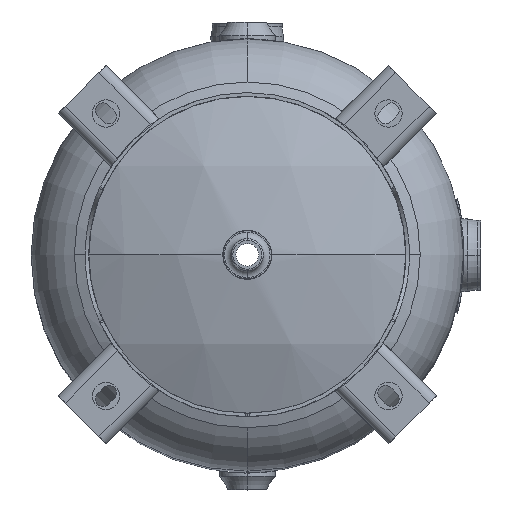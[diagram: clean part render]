
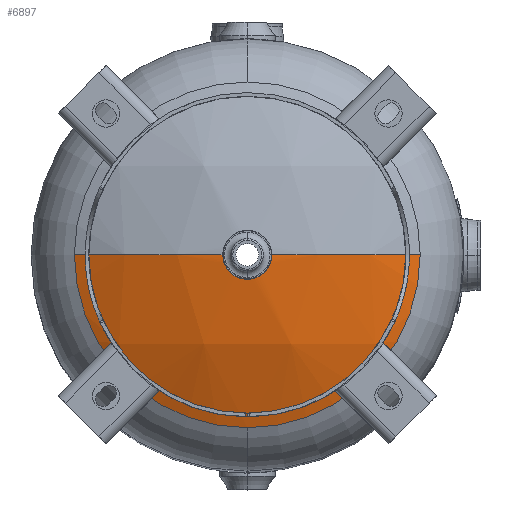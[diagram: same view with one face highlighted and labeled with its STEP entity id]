
A CAD part, top view. The second image highlights one B-rep face of the part: STEP entity #6897.
In plain terms, the highlighted spherical face has radius 365.76 mm.
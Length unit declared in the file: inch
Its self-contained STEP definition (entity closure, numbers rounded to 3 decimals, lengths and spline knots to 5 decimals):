
#1409 = EDGE_CURVE ( 'NONE', #7358, #7351, #10479, .T. ) ;
#1410 = EDGE_CURVE ( 'NONE', #7229, #7388, #10482, .T. ) ;
#1411 = EDGE_CURVE ( 'NONE', #7388, #7358, #10481, .T. ) ;
#1412 = EDGE_CURVE ( 'NONE', #7229, #7350, #10477, .T. ) ;
#1413 = EDGE_CURVE ( 'NONE', #7351, #7350, #10473, .T. ) ;
#4859 = CARTESIAN_POINT ( 'NONE',  ( 0., 0., 17.49961 ) ) ;
#4860 = DIRECTION ( 'NONE',  ( 0., 0., -1. ) ) ;
#4861 = DIRECTION ( 'NONE',  ( 0., 1., 0. ) ) ;
#4978 = EDGE_LOOP ( 'NONE', ( #9692, #9691, #9690, #9689, #9688 ) ) ;
#6173 = CARTESIAN_POINT ( 'NONE',  ( 0., 0., 4.6 ) ) ;
#6181 = FACE_OUTER_BOUND ( 'NONE', #4978, .T. ) ;
#6182 = SPHERICAL_SURFACE ( 'NONE', #8987, 14.4 ) ;
#6184 = DIRECTION ( 'NONE',  ( 0., -1., 0. ) ) ;
#6185 = DIRECTION ( 'NONE',  ( 1., 0., 0. ) ) ;
#6561 = CARTESIAN_POINT ( 'NONE',  ( -0.5965, 0., 18.98764 ) ) ;
#6678 = CARTESIAN_POINT ( 'NONE',  ( -6.4, 0., 17.49961 ) ) ;
#6679 = CARTESIAN_POINT ( 'NONE',  ( 0., -6.4, 17.49961 ) ) ;
#6686 = CARTESIAN_POINT ( 'NONE',  ( 6.4, 0., 17.49961 ) ) ;
#6716 = CARTESIAN_POINT ( 'NONE',  ( 0.5965, 0., 18.98764 ) ) ;
#6897 = ADVANCED_FACE ( 'NONE', ( #6181 ), #6182, .T. ) ;
#7229 = VERTEX_POINT ( 'NONE', #6561 ) ;
#7350 = VERTEX_POINT ( 'NONE', #6678 ) ;
#7351 = VERTEX_POINT ( 'NONE', #6679 ) ;
#7358 = VERTEX_POINT ( 'NONE', #6686 ) ;
#7388 = VERTEX_POINT ( 'NONE', #6716 ) ;
#8987 = AXIS2_PLACEMENT_3D ( 'NONE', #6173, #6184, #6185 ) ;
#9688 = ORIENTED_EDGE ( 'NONE', *, *, #1411, .F. ) ;
#9689 = ORIENTED_EDGE ( 'NONE', *, *, #1409, .F. ) ;
#9690 = ORIENTED_EDGE ( 'NONE', *, *, #1413, .F. ) ;
#9691 = ORIENTED_EDGE ( 'NONE', *, *, #1412, .T. ) ;
#9692 = ORIENTED_EDGE ( 'NONE', *, *, #1410, .F. ) ;
#10470 = AXIS2_PLACEMENT_3D ( 'NONE', #10856, #10857, #10858 ) ;
#10472 = AXIS2_PLACEMENT_3D ( 'NONE', #10853, #10854, #10855 ) ;
#10473 = CIRCLE ( 'NONE', #10470, 6.4 ) ;
#10474 = AXIS2_PLACEMENT_3D ( 'NONE', #10849, #10850, #10851 ) ;
#10476 = AXIS2_PLACEMENT_3D ( 'NONE', #10846, #10847, #10848 ) ;
#10477 = CIRCLE ( 'NONE', #10472, 14.4 ) ;
#10478 = AXIS2_PLACEMENT_3D ( 'NONE', #4859, #4860, #4861 ) ;
#10479 = CIRCLE ( 'NONE', #10478, 6.4 ) ;
#10481 = CIRCLE ( 'NONE', #10474, 14.4 ) ;
#10482 = CIRCLE ( 'NONE', #10476, 0.5965 ) ;
#10846 = CARTESIAN_POINT ( 'NONE',  ( 0., 0., 18.98764 ) ) ;
#10847 = DIRECTION ( 'NONE',  ( 0., 0., 1. ) ) ;
#10848 = DIRECTION ( 'NONE',  ( -1., 0., 0. ) ) ;
#10849 = CARTESIAN_POINT ( 'NONE',  ( 0., 0., 4.6 ) ) ;
#10850 = DIRECTION ( 'NONE',  ( 0., 1., 0. ) ) ;
#10851 = DIRECTION ( 'NONE',  ( 0., 0., 1. ) ) ;
#10853 = CARTESIAN_POINT ( 'NONE',  ( 0., 0., 4.6 ) ) ;
#10854 = DIRECTION ( 'NONE',  ( 0., -1., 0. ) ) ;
#10855 = DIRECTION ( 'NONE',  ( 1., 0., 0. ) ) ;
#10856 = CARTESIAN_POINT ( 'NONE',  ( 0., 0., 17.49961 ) ) ;
#10857 = DIRECTION ( 'NONE',  ( 0., 0., -1. ) ) ;
#10858 = DIRECTION ( 'NONE',  ( 0., 1., 0. ) ) ;
